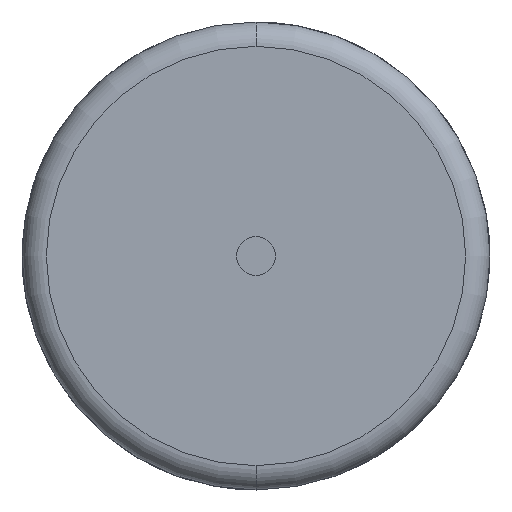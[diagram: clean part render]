
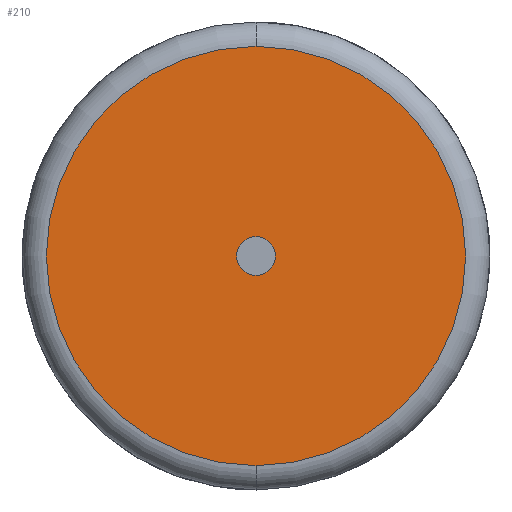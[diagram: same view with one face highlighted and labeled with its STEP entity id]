
A CAD part, front view. The second image highlights one B-rep face of the part: STEP entity #210.
In plain terms, the highlighted planar face has unit normal (0, -1, 0).
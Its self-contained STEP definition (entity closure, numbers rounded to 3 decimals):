
#37 = CARTESIAN_POINT ( 'NONE',  ( 0., 0., 0. ) ) ;
#65 = DIRECTION ( 'NONE',  ( 0., 0., 1. ) ) ;
#80 = CARTESIAN_POINT ( 'NONE',  ( 0., 0., 0.4 ) ) ;
#103 = CARTESIAN_POINT ( 'NONE',  ( 0., 0., 0. ) ) ;
#110 = FACE_BOUND ( 'NONE', #305, .T. ) ;
#117 = CARTESIAN_POINT ( 'NONE',  ( 0., 0., 0. ) ) ;
#136 = EDGE_LOOP ( 'NONE', ( #297, #206 ) ) ;
#172 = VERTEX_POINT ( 'NONE', #80 ) ;
#192 = EDGE_CURVE ( 'NONE', #494, #239, #942, .T. ) ;
#206 = ORIENTED_EDGE ( 'NONE', *, *, #589, .T. ) ;
#210 = ADVANCED_FACE ( 'NONE', ( #525, #110 ), #611, .F. ) ;
#239 = VERTEX_POINT ( 'NONE', #821 ) ;
#278 = ORIENTED_EDGE ( 'NONE', *, *, #683, .F. ) ;
#290 = ORIENTED_EDGE ( 'NONE', *, *, #716, .F. ) ;
#293 = AXIS2_PLACEMENT_3D ( 'NONE', #934, #378, #854 ) ;
#297 = ORIENTED_EDGE ( 'NONE', *, *, #192, .T. ) ;
#305 = EDGE_LOOP ( 'NONE', ( #290, #278 ) ) ;
#345 = DIRECTION ( 'NONE',  ( 0., 0., 1. ) ) ;
#350 = DIRECTION ( 'NONE',  ( 0., 0., 1. ) ) ;
#363 = AXIS2_PLACEMENT_3D ( 'NONE', #103, #896, #345 ) ;
#369 = DIRECTION ( 'NONE',  ( 0., -1., 0. ) ) ;
#378 = DIRECTION ( 'NONE',  ( 0., -1., 0. ) ) ;
#453 = CARTESIAN_POINT ( 'NONE',  ( 0., 0., 0. ) ) ;
#482 = VERTEX_POINT ( 'NONE', #565 ) ;
#494 = VERTEX_POINT ( 'NONE', #727 ) ;
#525 = FACE_OUTER_BOUND ( 'NONE', #136, .T. ) ;
#528 = DIRECTION ( 'NONE',  ( 0., 0., 1. ) ) ;
#542 = CIRCLE ( 'NONE', #580, 0.4 ) ;
#548 = AXIS2_PLACEMENT_3D ( 'NONE', #37, #906, #350 ) ;
#565 = CARTESIAN_POINT ( 'NONE',  ( 0., 0., -0.4 ) ) ;
#580 = AXIS2_PLACEMENT_3D ( 'NONE', #117, #369, #65 ) ;
#589 = EDGE_CURVE ( 'NONE', #239, #494, #979, .T. ) ;
#611 = PLANE ( 'NONE',  #548 ) ;
#683 = EDGE_CURVE ( 'NONE', #482, #172, #542, .T. ) ;
#716 = EDGE_CURVE ( 'NONE', #172, #482, #735, .T. ) ;
#727 = CARTESIAN_POINT ( 'NONE',  ( 0., 0., 4.3 ) ) ;
#735 = CIRCLE ( 'NONE', #791, 0.4 ) ;
#791 = AXIS2_PLACEMENT_3D ( 'NONE', #453, #998, #528 ) ;
#821 = CARTESIAN_POINT ( 'NONE',  ( 0., 0., -4.3 ) ) ;
#854 = DIRECTION ( 'NONE',  ( 0., 0., 1. ) ) ;
#896 = DIRECTION ( 'NONE',  ( 0., -1., 0. ) ) ;
#906 = DIRECTION ( 'NONE',  ( 0., 1., 0. ) ) ;
#934 = CARTESIAN_POINT ( 'NONE',  ( 0., 0., 0. ) ) ;
#942 = CIRCLE ( 'NONE', #293, 4.3 ) ;
#979 = CIRCLE ( 'NONE', #363, 4.3 ) ;
#998 = DIRECTION ( 'NONE',  ( 0., -1., 0. ) ) ;
